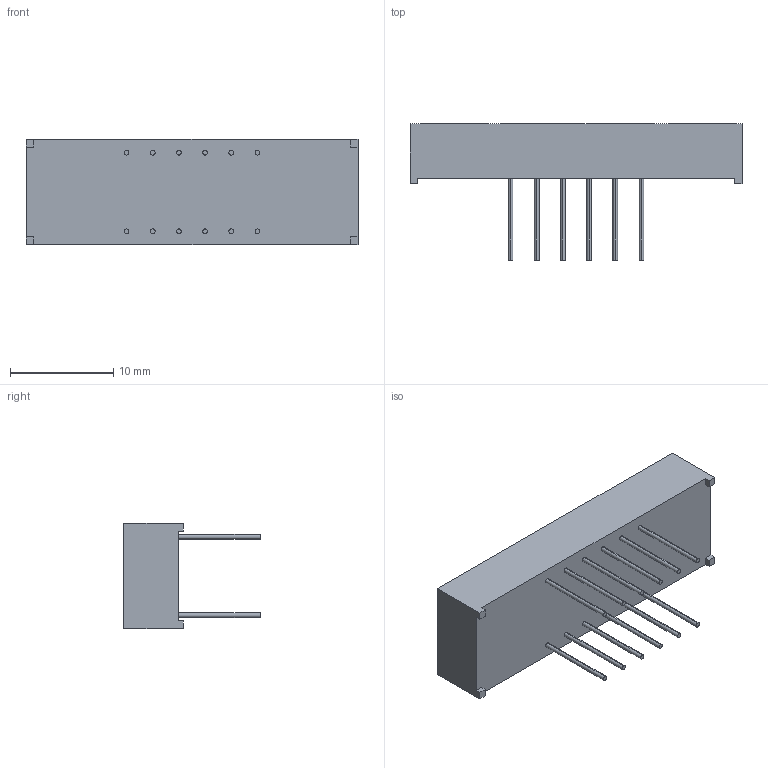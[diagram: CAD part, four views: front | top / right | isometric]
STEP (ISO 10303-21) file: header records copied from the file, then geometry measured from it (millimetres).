
FILE_DESCRIPTION(('FreeCAD Model'),'2;1');
FILE_NAME('Open CASCADE Shape Model','2024-11-19T03:13:37',('Author'),( ''),'Open CASCADE STEP processor 7.6','FreeCAD','Unknown');
FILE_SCHEMA(('AUTOMOTIVE_DESIGN { 1 0 10303 214 1 1 1 1 }'));
Length unit declared in the file: millimetre
Products named in the file (48): LDQ-M284RI-SI047; LDQ-M284RI-SI; LDQ-M284RI-SI001; LDQ-M284RI-SI002; LDQ-M284RI-SI003; LDQ-M284RI-SI004; LDQ-M284RI-SI005; LDQ-M284RI-SI006; LDQ-M284RI-SI007; LDQ-M284RI-SI008; LDQ-M284RI-SI009; LDQ-M284RI-SI010; LDQ-M284RI-SI011; LDQ-M284RI-SI012; LDQ-M284RI-SI013; LDQ-M284RI-SI014; LDQ-M284RI-SI015; LDQ-M284RI-SI016; LDQ-M284RI-SI017; LDQ-M284RI-SI018; LDQ-M284RI-SI019; LDQ-M284RI-SI020; LDQ-M284RI-SI021; LDQ-M284RI-SI022; LDQ-M284RI-SI023; LDQ-M284RI-SI024; LDQ-M284RI-SI025; LDQ-M284RI-SI026; LDQ-M284RI-SI027; LDQ-M284RI-SI028; LDQ-M284RI-SI029; LDQ-M284RI-SI030; LDQ-M284RI-SI031; LDQ-M284RI-SI032; LDQ-M284RI-SI033; LDQ-M284RI-SI034; LDQ-M284RI-SI035; LDQ-M284RI-SI036; LDQ-M284RI-SI037; LDQ-M284RI-SI038 ...
Assembly tree (47 placements, depth 2):
  LDQ-M284RI-SI047
    LDQ-M284RI-SI
    LDQ-M284RI-SI001
    LDQ-M284RI-SI002
    LDQ-M284RI-SI003
    LDQ-M284RI-SI004
    LDQ-M284RI-SI005
    LDQ-M284RI-SI006
    LDQ-M284RI-SI007
    LDQ-M284RI-SI008
    LDQ-M284RI-SI009
    LDQ-M284RI-SI010
    LDQ-M284RI-SI011
    LDQ-M284RI-SI012
    LDQ-M284RI-SI013
    LDQ-M284RI-SI014
    LDQ-M284RI-SI015
    LDQ-M284RI-SI016
    LDQ-M284RI-SI017
    LDQ-M284RI-SI018
    LDQ-M284RI-SI019
    LDQ-M284RI-SI020
    LDQ-M284RI-SI021
    LDQ-M284RI-SI022
    LDQ-M284RI-SI023
    LDQ-M284RI-SI024
    LDQ-M284RI-SI025
    LDQ-M284RI-SI026
    LDQ-M284RI-SI027
    LDQ-M284RI-SI028
    LDQ-M284RI-SI029
    LDQ-M284RI-SI030
    LDQ-M284RI-SI031
    LDQ-M284RI-SI032
    LDQ-M284RI-SI033
    LDQ-M284RI-SI034
    LDQ-M284RI-SI035
    LDQ-M284RI-SI036
    LDQ-M284RI-SI037
    LDQ-M284RI-SI038
    LDQ-M284RI-SI039
    LDQ-M284RI-SI040
    LDQ-M284RI-SI041
    LDQ-M284RI-SI042
    LDQ-M284RI-SI043
    LDQ-M284RI-SI044
    LDQ-M284RI-SI045
    LDQ-M284RI-SI046
Bounding box: 32.2 x 13.25 x 10.2 mm (x, y, z)
Volume: 1757 mm3; surface area: 1897.8 mm2
Topology: 47 solids, 47 shells, 416 faces, 864 edges, 576 vertices
Faces by surface type: plane 368, cylinder 48
Entity records: 12122 total; most frequent: CARTESIAN_POINT 1904, DIRECTION 1888, ORIENTED_EDGE 1728, EDGE_CURVE 864, LINE 768, VECTOR 768, VERTEX_POINT 576, AXIS2_PLACEMENT_3D 560
